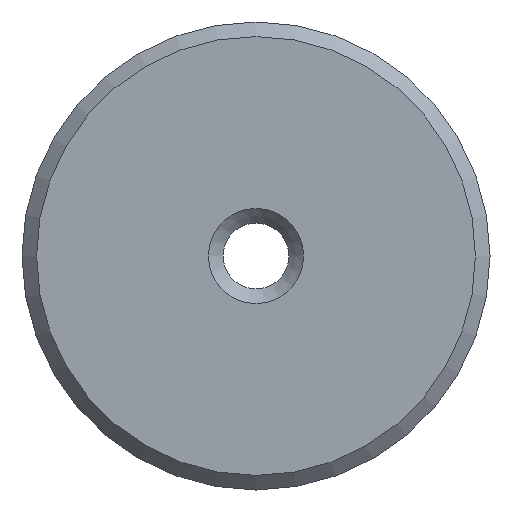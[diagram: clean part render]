
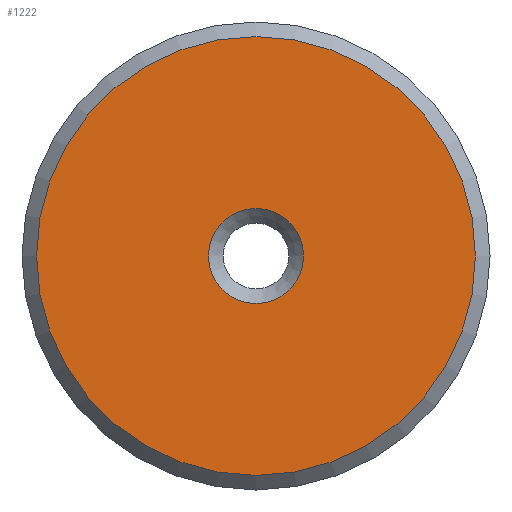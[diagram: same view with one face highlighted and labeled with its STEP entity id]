
A CAD part, front view. The second image highlights one B-rep face of the part: STEP entity #1222.
In plain terms, the highlighted planar face has unit normal (0, -1, 0).
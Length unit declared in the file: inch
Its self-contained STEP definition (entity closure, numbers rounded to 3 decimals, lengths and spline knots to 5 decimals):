
#18=FACE_BOUND('',#170,.T.);
#23=PLANE('',#1309);
#103=FACE_OUTER_BOUND('',#169,.T.);
#169=EDGE_LOOP('',(#1054));
#170=EDGE_LOOP('',(#1055));
#223=CIRCLE('',#1307,0.0975);
#225=CIRCLE('',#1310,0.45);
#543=VERTEX_POINT('',#5164);
#545=VERTEX_POINT('',#5170);
#725=EDGE_CURVE('',#543,#543,#223,.T.);
#728=EDGE_CURVE('',#545,#545,#225,.T.);
#1054=ORIENTED_EDGE('',*,*,#728,.F.);
#1055=ORIENTED_EDGE('',*,*,#725,.F.);
#1222=ADVANCED_FACE('',(#103,#18),#23,.F.);
#1307=AXIS2_PLACEMENT_3D('',#5165,#1485,#1486);
#1309=AXIS2_PLACEMENT_3D('',#5169,#1490,#1491);
#1310=AXIS2_PLACEMENT_3D('',#5171,#1492,#1493);
#1485=DIRECTION('center_axis',(0.,-1.,0.));
#1486=DIRECTION('ref_axis',(1.,0.,0.));
#1490=DIRECTION('center_axis',(0.,1.,0.));
#1491=DIRECTION('ref_axis',(1.,0.,0.));
#1492=DIRECTION('center_axis',(0.,1.,0.));
#1493=DIRECTION('ref_axis',(1.,0.,0.));
#5164=CARTESIAN_POINT('',(-0.0975,0.,0.));
#5165=CARTESIAN_POINT('Origin',(0.,0.,0.));
#5169=CARTESIAN_POINT('Origin',(0.,0.,0.));
#5170=CARTESIAN_POINT('',(-0.45,0.,0.));
#5171=CARTESIAN_POINT('Origin',(0.,0.,0.));
